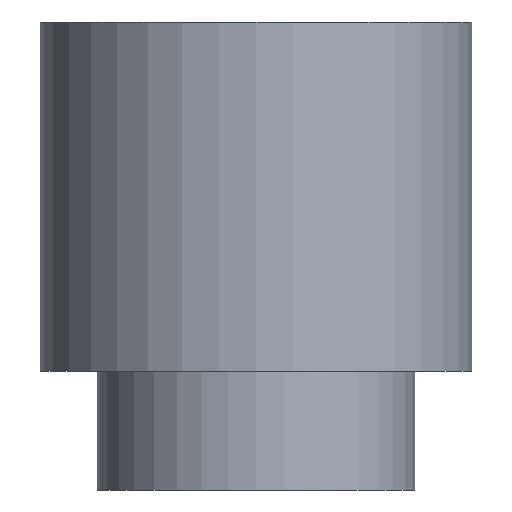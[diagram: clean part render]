
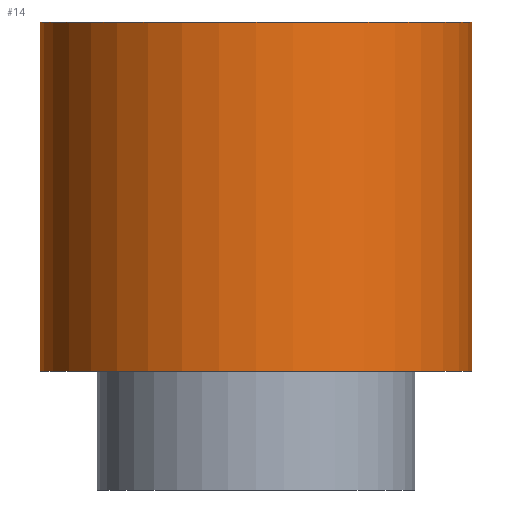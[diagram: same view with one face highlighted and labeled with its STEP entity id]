
A CAD part, front view. The second image highlights one B-rep face of the part: STEP entity #14.
In plain terms, the highlighted cylindrical face has radius 2.78 mm (diameter 5.56 mm), a partial arc.
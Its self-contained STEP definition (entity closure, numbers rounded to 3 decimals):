
#6 = DIRECTION ( 'NONE',  ( 1., 0., 0. ) ) ;
#14 = ADVANCED_FACE ( 'NONE', ( #259 ), #260, .T. ) ;
#30 = DIRECTION ( 'NONE',  ( 0., 0., -1. ) ) ;
#34 = EDGE_CURVE ( 'NONE', #164, #133, #90, .T. ) ;
#59 = VERTEX_POINT ( 'NONE', #64 ) ;
#64 = CARTESIAN_POINT ( 'NONE',  ( 2.78, 0., 4.5 ) ) ;
#77 = ORIENTED_EDGE ( 'NONE', *, *, #227, .T. ) ;
#78 = VECTOR ( 'NONE', #174, 1000. ) ;
#84 = DIRECTION ( 'NONE',  ( 0., 0., -1. ) ) ;
#90 = LINE ( 'NONE', #222, #78 ) ;
#92 = DIRECTION ( 'NONE',  ( 0., 0., 1. ) ) ;
#100 = AXIS2_PLACEMENT_3D ( 'NONE', #198, #84, #242 ) ;
#101 = AXIS2_PLACEMENT_3D ( 'NONE', #226, #92, #177 ) ;
#106 = EDGE_CURVE ( 'NONE', #164, #59, #162, .T. ) ;
#116 = CARTESIAN_POINT ( 'NONE',  ( -2.78, 0., 4.5 ) ) ;
#131 = CARTESIAN_POINT ( 'NONE',  ( 0., 0., 4.5 ) ) ;
#133 = VERTEX_POINT ( 'NONE', #203 ) ;
#138 = AXIS2_PLACEMENT_3D ( 'NONE', #131, #220, #6 ) ;
#150 = ORIENTED_EDGE ( 'NONE', *, *, #106, .F. ) ;
#158 = LINE ( 'NONE', #244, #207 ) ;
#162 = CIRCLE ( 'NONE', #138, 2.78 ) ;
#164 = VERTEX_POINT ( 'NONE', #116 ) ;
#174 = DIRECTION ( 'NONE',  ( 0., 0., -1. ) ) ;
#175 = CIRCLE ( 'NONE', #101, 2.78 ) ;
#177 = DIRECTION ( 'NONE',  ( 1., 0., 0. ) ) ;
#181 = CARTESIAN_POINT ( 'NONE',  ( 2.78, 0., 0. ) ) ;
#191 = EDGE_LOOP ( 'NONE', ( #253, #150, #251, #77 ) ) ;
#197 = EDGE_CURVE ( 'NONE', #59, #254, #158, .T. ) ;
#198 = CARTESIAN_POINT ( 'NONE',  ( 0., 0., 4.5 ) ) ;
#203 = CARTESIAN_POINT ( 'NONE',  ( -2.78, 0., 0. ) ) ;
#207 = VECTOR ( 'NONE', #30, 1000. ) ;
#220 = DIRECTION ( 'NONE',  ( 0., 0., 1. ) ) ;
#222 = CARTESIAN_POINT ( 'NONE',  ( -2.78, 0., 4.5 ) ) ;
#226 = CARTESIAN_POINT ( 'NONE',  ( 0., 0., 0. ) ) ;
#227 = EDGE_CURVE ( 'NONE', #133, #254, #175, .T. ) ;
#242 = DIRECTION ( 'NONE',  ( -1., 0., 0. ) ) ;
#244 = CARTESIAN_POINT ( 'NONE',  ( 2.78, 0., 4.5 ) ) ;
#251 = ORIENTED_EDGE ( 'NONE', *, *, #34, .T. ) ;
#253 = ORIENTED_EDGE ( 'NONE', *, *, #197, .F. ) ;
#254 = VERTEX_POINT ( 'NONE', #181 ) ;
#259 = FACE_OUTER_BOUND ( 'NONE', #191, .T. ) ;
#260 = CYLINDRICAL_SURFACE ( 'NONE', #100, 2.78 ) ;
